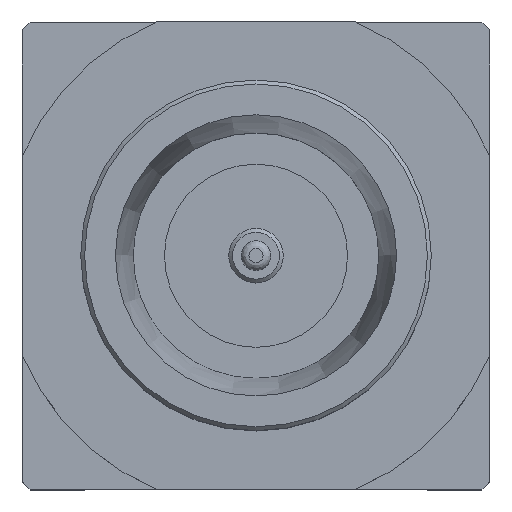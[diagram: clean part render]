
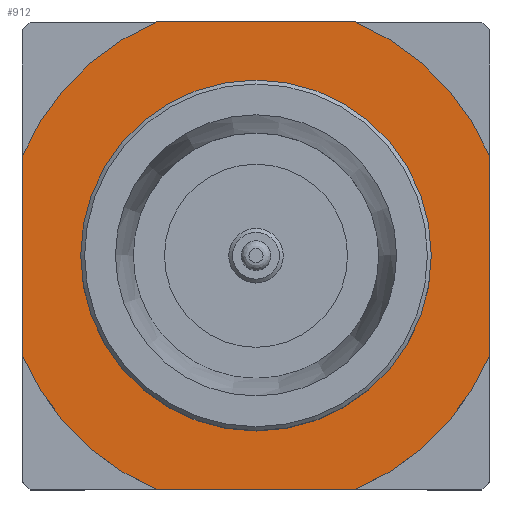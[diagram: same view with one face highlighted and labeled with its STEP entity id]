
A CAD part, top view. The second image highlights one B-rep face of the part: STEP entity #912.
In plain terms, the highlighted planar face has unit normal (0, 0, 1).
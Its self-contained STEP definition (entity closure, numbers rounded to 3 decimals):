
#100=LINE('',#1513,#188);
#101=LINE('',#1515,#189);
#102=LINE('',#1517,#190);
#103=LINE('',#1518,#191);
#188=VECTOR('',#1229,1000.);
#189=VECTOR('',#1232,1000.);
#190=VECTOR('',#1235,1000.);
#191=VECTOR('',#1236,1000.);
#212=FACE_BOUND('',#311,.T.);
#255=FACE_OUTER_BOUND('',#310,.T.);
#310=EDGE_LOOP('',(#735,#736,#737,#738,#739,#740,#741,#742));
#311=EDGE_LOOP('',(#743));
#331=CIRCLE('',#957,3.261);
#332=CIRCLE('',#959,3.261);
#334=CIRCLE('',#963,3.261);
#337=CIRCLE('',#968,3.261);
#347=CIRCLE('',#985,2.25);
#378=VERTEX_POINT('',#1362);
#379=VERTEX_POINT('',#1364);
#380=VERTEX_POINT('',#1368);
#381=VERTEX_POINT('',#1369);
#384=VERTEX_POINT('',#1380);
#385=VERTEX_POINT('',#1381);
#390=VERTEX_POINT('',#1395);
#391=VERTEX_POINT('',#1397);
#401=VERTEX_POINT('',#1430);
#462=EDGE_CURVE('',#379,#378,#331,.T.);
#464=EDGE_CURVE('',#380,#381,#332,.T.);
#470=EDGE_CURVE('',#384,#385,#334,.T.);
#478=EDGE_CURVE('',#391,#390,#337,.T.);
#494=EDGE_CURVE('',#401,#401,#347,.T.);
#537=EDGE_CURVE('',#384,#390,#100,.T.);
#538=EDGE_CURVE('',#378,#380,#101,.T.);
#539=EDGE_CURVE('',#381,#391,#102,.T.);
#540=EDGE_CURVE('',#379,#385,#103,.T.);
#735=ORIENTED_EDGE('',*,*,#539,.T.);
#736=ORIENTED_EDGE('',*,*,#478,.T.);
#737=ORIENTED_EDGE('',*,*,#537,.F.);
#738=ORIENTED_EDGE('',*,*,#470,.T.);
#739=ORIENTED_EDGE('',*,*,#540,.F.);
#740=ORIENTED_EDGE('',*,*,#462,.T.);
#741=ORIENTED_EDGE('',*,*,#538,.T.);
#742=ORIENTED_EDGE('',*,*,#464,.T.);
#743=ORIENTED_EDGE('',*,*,#494,.T.);
#815=PLANE('',#1002);
#912=ADVANCED_FACE('',(#255,#212),#815,.T.);
#957=AXIS2_PLACEMENT_3D('',#1365,#1083,#1084);
#959=AXIS2_PLACEMENT_3D('',#1370,#1088,#1089);
#963=AXIS2_PLACEMENT_3D('',#1382,#1100,#1101);
#968=AXIS2_PLACEMENT_3D('',#1398,#1115,#1116);
#985=AXIS2_PLACEMENT_3D('',#1431,#1155,#1156);
#1002=AXIS2_PLACEMENT_3D('',#1516,#1233,#1234);
#1083=DIRECTION('center_axis',(0.,0.,1.));
#1084=DIRECTION('ref_axis',(1.,0.,0.));
#1088=DIRECTION('center_axis',(0.,0.,1.));
#1089=DIRECTION('ref_axis',(1.,0.,0.));
#1100=DIRECTION('center_axis',(0.,0.,1.));
#1101=DIRECTION('ref_axis',(1.,0.,0.));
#1115=DIRECTION('center_axis',(0.,0.,1.));
#1116=DIRECTION('ref_axis',(1.,0.,0.));
#1155=DIRECTION('center_axis',(0.,0.,-1.));
#1156=DIRECTION('ref_axis',(0.,1.,0.));
#1229=DIRECTION('',(1.,0.,0.));
#1232=DIRECTION('',(1.,0.,0.));
#1233=DIRECTION('center_axis',(0.,0.,1.));
#1234=DIRECTION('ref_axis',(1.,0.,0.));
#1235=DIRECTION('',(0.,1.,0.));
#1236=DIRECTION('',(0.,1.,0.));
#1362=CARTESIAN_POINT('',(-1.278,-3.,0.7));
#1364=CARTESIAN_POINT('',(-3.,-1.278,0.7));
#1365=CARTESIAN_POINT('Origin',(0.,0.,0.7));
#1368=CARTESIAN_POINT('',(1.278,-3.,0.7));
#1369=CARTESIAN_POINT('',(3.,-1.278,0.7));
#1370=CARTESIAN_POINT('Origin',(0.,0.,0.7));
#1380=CARTESIAN_POINT('',(-1.278,3.,0.7));
#1381=CARTESIAN_POINT('',(-3.,1.278,0.7));
#1382=CARTESIAN_POINT('Origin',(0.,0.,0.7));
#1395=CARTESIAN_POINT('',(1.278,3.,0.7));
#1397=CARTESIAN_POINT('',(3.,1.278,0.7));
#1398=CARTESIAN_POINT('Origin',(0.,0.,0.7));
#1430=CARTESIAN_POINT('',(2.25,0.,0.7));
#1431=CARTESIAN_POINT('Origin',(0.,0.,0.7));
#1513=CARTESIAN_POINT('',(-3.,3.,0.7));
#1515=CARTESIAN_POINT('',(-3.,-3.,0.7));
#1516=CARTESIAN_POINT('Origin',(-3.,-3.,0.7));
#1517=CARTESIAN_POINT('',(3.,-3.,0.7));
#1518=CARTESIAN_POINT('',(-3.,-3.,0.7));
